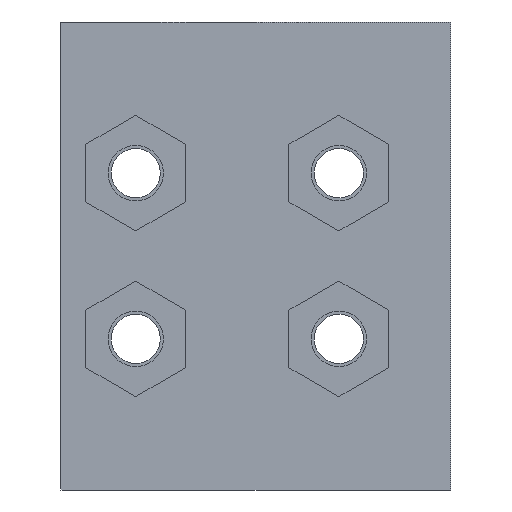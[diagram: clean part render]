
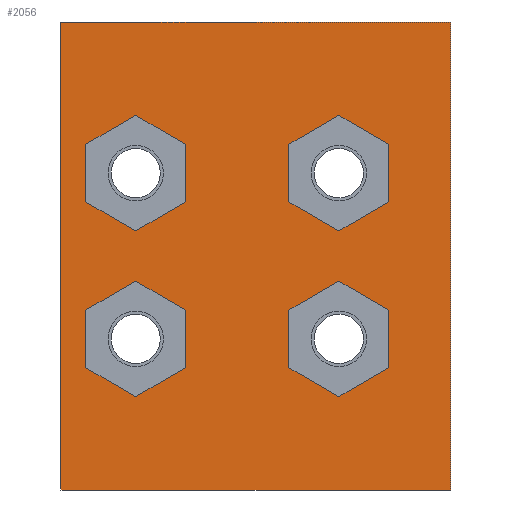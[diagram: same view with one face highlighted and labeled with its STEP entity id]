
A CAD part, front view. The second image highlights one B-rep face of the part: STEP entity #2056.
In plain terms, the highlighted planar face has unit normal (0, -1, 0).
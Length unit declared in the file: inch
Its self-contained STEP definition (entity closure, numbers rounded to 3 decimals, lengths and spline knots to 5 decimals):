
#1=DIRECTION('',(-1.,0.,0.));
#2=VECTOR('',#1,1.25);
#3=CARTESIAN_POINT('',(0.625,-0.25,-0.75));
#4=LINE('',#3,#2);
#5=DIRECTION('',(0.,0.,1.));
#6=VECTOR('',#5,1.5);
#7=CARTESIAN_POINT('',(-0.625,-0.25,-0.75));
#8=LINE('',#7,#6);
#9=DIRECTION('',(1.,0.,0.));
#10=VECTOR('',#9,1.25);
#11=CARTESIAN_POINT('',(-0.625,-0.25,0.75));
#12=LINE('',#11,#10);
#13=DIRECTION('',(0.,0.,-1.));
#14=VECTOR('',#13,1.5);
#15=CARTESIAN_POINT('',(0.625,-0.25,0.75));
#16=LINE('',#15,#14);
#17=DIRECTION('',(-0.866,0.,-0.5));
#18=VECTOR('',#17,0.185);
#19=CARTESIAN_POINT('',(-0.38554,-0.25,-0.08063));
#20=LINE('',#19,#18);
#21=DIRECTION('',(0.,0.,-1.));
#22=VECTOR('',#21,0.185);
#23=CARTESIAN_POINT('',(-0.54575,-0.25,-0.17313));
#24=LINE('',#23,#22);
#25=DIRECTION('',(0.866,0.,-0.5));
#26=VECTOR('',#25,0.185);
#27=CARTESIAN_POINT('',(-0.54575,-0.25,-0.35813));
#28=LINE('',#27,#26);
#29=DIRECTION('',(0.866,0.,0.5));
#30=VECTOR('',#29,0.185);
#31=CARTESIAN_POINT('',(-0.38554,-0.25,-0.45063));
#32=LINE('',#31,#30);
#33=DIRECTION('',(0.,0.,1.));
#34=VECTOR('',#33,0.185);
#35=CARTESIAN_POINT('',(-0.22532,-0.25,-0.35813));
#36=LINE('',#35,#34);
#37=DIRECTION('',(-0.866,0.,0.5));
#38=VECTOR('',#37,0.185);
#39=CARTESIAN_POINT('',(-0.22532,-0.25,-0.17313));
#40=LINE('',#39,#38);
#41=DIRECTION('',(-0.866,0.,-0.5));
#42=VECTOR('',#41,0.185);
#43=CARTESIAN_POINT('',(-0.38554,-0.25,0.45063));
#44=LINE('',#43,#42);
#45=DIRECTION('',(0.,0.,-1.));
#46=VECTOR('',#45,0.185);
#47=CARTESIAN_POINT('',(-0.54575,-0.25,0.35813));
#48=LINE('',#47,#46);
#49=DIRECTION('',(0.866,0.,-0.5));
#50=VECTOR('',#49,0.185);
#51=CARTESIAN_POINT('',(-0.54575,-0.25,0.17313));
#52=LINE('',#51,#50);
#53=DIRECTION('',(0.866,0.,0.5));
#54=VECTOR('',#53,0.185);
#55=CARTESIAN_POINT('',(-0.38554,-0.25,0.08062));
#56=LINE('',#55,#54);
#57=DIRECTION('',(0.,0.,1.));
#58=VECTOR('',#57,0.185);
#59=CARTESIAN_POINT('',(-0.22532,-0.25,0.17313));
#60=LINE('',#59,#58);
#61=DIRECTION('',(-0.866,0.,0.5));
#62=VECTOR('',#61,0.185);
#63=CARTESIAN_POINT('',(-0.22532,-0.25,0.35813));
#64=LINE('',#63,#62);
#65=DIRECTION('',(-0.866,0.,-0.5));
#66=VECTOR('',#65,0.185);
#67=CARTESIAN_POINT('',(0.26563,-0.25,-0.08063));
#68=LINE('',#67,#66);
#69=DIRECTION('',(0.,0.,-1.));
#70=VECTOR('',#69,0.185);
#71=CARTESIAN_POINT('',(0.10541,-0.25,-0.17313));
#72=LINE('',#71,#70);
#73=DIRECTION('',(0.866,0.,-0.5));
#74=VECTOR('',#73,0.185);
#75=CARTESIAN_POINT('',(0.10541,-0.25,-0.35813));
#76=LINE('',#75,#74);
#77=DIRECTION('',(0.866,0.,0.5));
#78=VECTOR('',#77,0.185);
#79=CARTESIAN_POINT('',(0.26563,-0.25,-0.45063));
#80=LINE('',#79,#78);
#81=DIRECTION('',(0.,0.,1.));
#82=VECTOR('',#81,0.185);
#83=CARTESIAN_POINT('',(0.42584,-0.25,-0.35813));
#84=LINE('',#83,#82);
#85=DIRECTION('',(-0.866,0.,0.5));
#86=VECTOR('',#85,0.185);
#87=CARTESIAN_POINT('',(0.42584,-0.25,-0.17313));
#88=LINE('',#87,#86);
#89=DIRECTION('',(-0.866,0.,-0.5));
#90=VECTOR('',#89,0.185);
#91=CARTESIAN_POINT('',(0.26563,-0.25,0.45063));
#92=LINE('',#91,#90);
#93=DIRECTION('',(0.,0.,-1.));
#94=VECTOR('',#93,0.185);
#95=CARTESIAN_POINT('',(0.10541,-0.25,0.35813));
#96=LINE('',#95,#94);
#97=DIRECTION('',(0.866,0.,-0.5));
#98=VECTOR('',#97,0.185);
#99=CARTESIAN_POINT('',(0.10541,-0.25,0.17313));
#100=LINE('',#99,#98);
#101=DIRECTION('',(0.866,0.,0.5));
#102=VECTOR('',#101,0.185);
#103=CARTESIAN_POINT('',(0.26563,-0.25,0.08062));
#104=LINE('',#103,#102);
#105=DIRECTION('',(0.,0.,1.));
#106=VECTOR('',#105,0.185);
#107=CARTESIAN_POINT('',(0.42584,-0.25,0.17313));
#108=LINE('',#107,#106);
#109=DIRECTION('',(-0.866,0.,0.5));
#110=VECTOR('',#109,0.185);
#111=CARTESIAN_POINT('',(0.42584,-0.25,0.35813));
#112=LINE('',#111,#110);
#1497=CARTESIAN_POINT('',(0.625,-0.25,-0.75));
#1498=CARTESIAN_POINT('',(-0.625,-0.25,-0.75));
#1499=VERTEX_POINT('',#1497);
#1500=VERTEX_POINT('',#1498);
#1501=CARTESIAN_POINT('',(-0.625,-0.25,0.75));
#1502=VERTEX_POINT('',#1501);
#1503=CARTESIAN_POINT('',(0.625,-0.25,0.75));
#1504=VERTEX_POINT('',#1503);
#1597=CARTESIAN_POINT('',(-0.38554,-0.25,-0.08063));
#1598=CARTESIAN_POINT('',(-0.54575,-0.25,-0.17313));
#1599=VERTEX_POINT('',#1597);
#1600=VERTEX_POINT('',#1598);
#1601=CARTESIAN_POINT('',(-0.54575,-0.25,-0.35813));
#1602=VERTEX_POINT('',#1601);
#1603=CARTESIAN_POINT('',(-0.38554,-0.25,-0.45063));
#1604=VERTEX_POINT('',#1603);
#1605=CARTESIAN_POINT('',(-0.22532,-0.25,-0.35813));
#1606=VERTEX_POINT('',#1605);
#1607=CARTESIAN_POINT('',(-0.22532,-0.25,-0.17313));
#1608=VERTEX_POINT('',#1607);
#1609=CARTESIAN_POINT('',(-0.38554,-0.25,0.45063));
#1610=CARTESIAN_POINT('',(-0.54575,-0.25,0.35813));
#1611=VERTEX_POINT('',#1609);
#1612=VERTEX_POINT('',#1610);
#1613=CARTESIAN_POINT('',(-0.54575,-0.25,0.17313));
#1614=VERTEX_POINT('',#1613);
#1615=CARTESIAN_POINT('',(-0.38554,-0.25,0.08062));
#1616=VERTEX_POINT('',#1615);
#1617=CARTESIAN_POINT('',(-0.22532,-0.25,0.17313));
#1618=VERTEX_POINT('',#1617);
#1619=CARTESIAN_POINT('',(-0.22532,-0.25,0.35813));
#1620=VERTEX_POINT('',#1619);
#1645=CARTESIAN_POINT('',(0.26563,-0.25,-0.08063));
#1646=CARTESIAN_POINT('',(0.10541,-0.25,-0.17313));
#1647=VERTEX_POINT('',#1645);
#1648=VERTEX_POINT('',#1646);
#1649=CARTESIAN_POINT('',(0.10541,-0.25,-0.35813));
#1650=VERTEX_POINT('',#1649);
#1651=CARTESIAN_POINT('',(0.26563,-0.25,-0.45063));
#1652=VERTEX_POINT('',#1651);
#1653=CARTESIAN_POINT('',(0.42584,-0.25,-0.35813));
#1654=VERTEX_POINT('',#1653);
#1655=CARTESIAN_POINT('',(0.42584,-0.25,-0.17313));
#1656=VERTEX_POINT('',#1655);
#1657=CARTESIAN_POINT('',(0.26563,-0.25,0.45063));
#1658=CARTESIAN_POINT('',(0.10541,-0.25,0.35813));
#1659=VERTEX_POINT('',#1657);
#1660=VERTEX_POINT('',#1658);
#1661=CARTESIAN_POINT('',(0.10541,-0.25,0.17313));
#1662=VERTEX_POINT('',#1661);
#1663=CARTESIAN_POINT('',(0.26563,-0.25,0.08062));
#1664=VERTEX_POINT('',#1663);
#1665=CARTESIAN_POINT('',(0.42584,-0.25,0.17313));
#1666=VERTEX_POINT('',#1665);
#1667=CARTESIAN_POINT('',(0.42584,-0.25,0.35813));
#1668=VERTEX_POINT('',#1667);
#1985=CARTESIAN_POINT('',(0.,-0.25,0.));
#1986=DIRECTION('',(0.,1.,0.));
#1987=DIRECTION('',(1.,0.,0.));
#1988=AXIS2_PLACEMENT_3D('',#1985,#1986,#1987);
#1989=PLANE('',#1988);
#1991=ORIENTED_EDGE('',*,*,#1990,.T.);
#1993=ORIENTED_EDGE('',*,*,#1992,.T.);
#1995=ORIENTED_EDGE('',*,*,#1994,.T.);
#1997=ORIENTED_EDGE('',*,*,#1996,.T.);
#1998=EDGE_LOOP('',(#1991,#1993,#1995,#1997));
#1999=FACE_OUTER_BOUND('',#1998,.F.);
#2001=ORIENTED_EDGE('',*,*,#2000,.T.);
#2003=ORIENTED_EDGE('',*,*,#2002,.T.);
#2005=ORIENTED_EDGE('',*,*,#2004,.T.);
#2007=ORIENTED_EDGE('',*,*,#2006,.T.);
#2009=ORIENTED_EDGE('',*,*,#2008,.T.);
#2011=ORIENTED_EDGE('',*,*,#2010,.T.);
#2012=EDGE_LOOP('',(#2001,#2003,#2005,#2007,#2009,#2011));
#2013=FACE_BOUND('',#2012,.F.);
#2015=ORIENTED_EDGE('',*,*,#2014,.T.);
#2017=ORIENTED_EDGE('',*,*,#2016,.T.);
#2019=ORIENTED_EDGE('',*,*,#2018,.T.);
#2021=ORIENTED_EDGE('',*,*,#2020,.T.);
#2023=ORIENTED_EDGE('',*,*,#2022,.T.);
#2025=ORIENTED_EDGE('',*,*,#2024,.T.);
#2026=EDGE_LOOP('',(#2015,#2017,#2019,#2021,#2023,#2025));
#2027=FACE_BOUND('',#2026,.F.);
#2029=ORIENTED_EDGE('',*,*,#2028,.T.);
#2031=ORIENTED_EDGE('',*,*,#2030,.T.);
#2033=ORIENTED_EDGE('',*,*,#2032,.T.);
#2035=ORIENTED_EDGE('',*,*,#2034,.T.);
#2037=ORIENTED_EDGE('',*,*,#2036,.T.);
#2039=ORIENTED_EDGE('',*,*,#2038,.T.);
#2040=EDGE_LOOP('',(#2029,#2031,#2033,#2035,#2037,#2039));
#2041=FACE_BOUND('',#2040,.F.);
#2043=ORIENTED_EDGE('',*,*,#2042,.T.);
#2045=ORIENTED_EDGE('',*,*,#2044,.T.);
#2047=ORIENTED_EDGE('',*,*,#2046,.T.);
#2049=ORIENTED_EDGE('',*,*,#2048,.T.);
#2051=ORIENTED_EDGE('',*,*,#2050,.T.);
#2053=ORIENTED_EDGE('',*,*,#2052,.T.);
#2054=EDGE_LOOP('',(#2043,#2045,#2047,#2049,#2051,#2053));
#2055=FACE_BOUND('',#2054,.F.);
#2056=ADVANCED_FACE('',(#1999,#2013,#2027,#2041,#2055),#1989,.F.);
#1990=EDGE_CURVE('',#1499,#1500,#4,.T.);
#1992=EDGE_CURVE('',#1500,#1502,#8,.T.);
#1994=EDGE_CURVE('',#1502,#1504,#12,.T.);
#1996=EDGE_CURVE('',#1504,#1499,#16,.T.);
#2000=EDGE_CURVE('',#1599,#1600,#20,.T.);
#2002=EDGE_CURVE('',#1600,#1602,#24,.T.);
#2004=EDGE_CURVE('',#1602,#1604,#28,.T.);
#2006=EDGE_CURVE('',#1604,#1606,#32,.T.);
#2008=EDGE_CURVE('',#1606,#1608,#36,.T.);
#2010=EDGE_CURVE('',#1608,#1599,#40,.T.);
#2014=EDGE_CURVE('',#1611,#1612,#44,.T.);
#2016=EDGE_CURVE('',#1612,#1614,#48,.T.);
#2018=EDGE_CURVE('',#1614,#1616,#52,.T.);
#2020=EDGE_CURVE('',#1616,#1618,#56,.T.);
#2022=EDGE_CURVE('',#1618,#1620,#60,.T.);
#2024=EDGE_CURVE('',#1620,#1611,#64,.T.);
#2028=EDGE_CURVE('',#1647,#1648,#68,.T.);
#2030=EDGE_CURVE('',#1648,#1650,#72,.T.);
#2032=EDGE_CURVE('',#1650,#1652,#76,.T.);
#2034=EDGE_CURVE('',#1652,#1654,#80,.T.);
#2036=EDGE_CURVE('',#1654,#1656,#84,.T.);
#2038=EDGE_CURVE('',#1656,#1647,#88,.T.);
#2042=EDGE_CURVE('',#1659,#1660,#92,.T.);
#2044=EDGE_CURVE('',#1660,#1662,#96,.T.);
#2046=EDGE_CURVE('',#1662,#1664,#100,.T.);
#2048=EDGE_CURVE('',#1664,#1666,#104,.T.);
#2050=EDGE_CURVE('',#1666,#1668,#108,.T.);
#2052=EDGE_CURVE('',#1668,#1659,#112,.T.);
